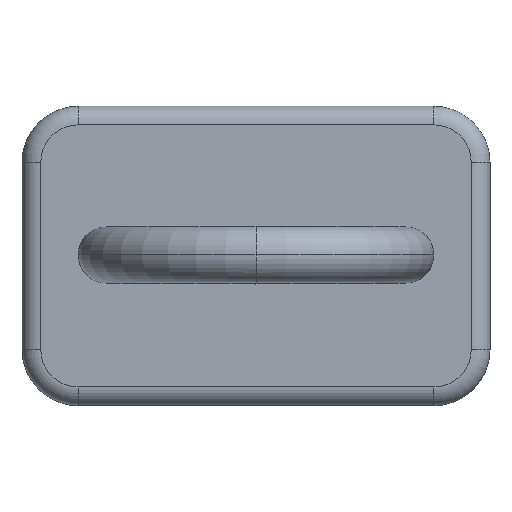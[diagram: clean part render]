
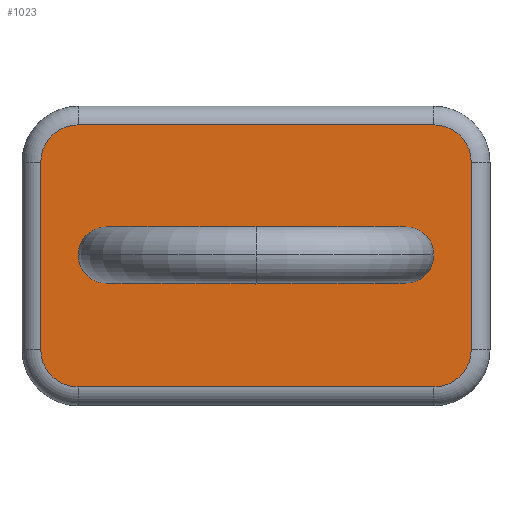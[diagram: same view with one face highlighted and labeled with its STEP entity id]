
A CAD part, top view. The second image highlights one B-rep face of the part: STEP entity #1023.
In plain terms, the highlighted planar face has unit normal (0, 0, 1).
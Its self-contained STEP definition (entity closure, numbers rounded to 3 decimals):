
#6 = DIRECTION ( 'NONE',  ( 1., 0., 0. ) ) ;
#31 = ORIENTED_EDGE ( 'NONE', *, *, #400, .T. ) ;
#34 = DIRECTION ( 'NONE',  ( 1., 0., 0. ) ) ;
#51 = DIRECTION ( 'NONE',  ( 0., 1., 0. ) ) ;
#53 = PLANE ( 'NONE',  #1096 ) ;
#55 = DIRECTION ( 'NONE',  ( 0., 0., 1. ) ) ;
#60 = AXIS2_PLACEMENT_3D ( 'NONE', #817, #908, #783 ) ;
#71 = EDGE_CURVE ( 'NONE', #131, #289, #261, .T. ) ;
#82 = EDGE_CURVE ( 'NONE', #1086, #892, #253, .T. ) ;
#84 = CARTESIAN_POINT ( 'NONE',  ( 115., 50., 30. ) ) ;
#85 = ORIENTED_EDGE ( 'NONE', *, *, #179, .F. ) ;
#107 = ORIENTED_EDGE ( 'NONE', *, *, #878, .T. ) ;
#131 = VERTEX_POINT ( 'NONE', #1051 ) ;
#152 = DIRECTION ( 'NONE',  ( 1., 0., 0. ) ) ;
#179 = EDGE_CURVE ( 'NONE', #683, #380, #912, .T. ) ;
#222 = ORIENTED_EDGE ( 'NONE', *, *, #1309, .T. ) ;
#252 = CARTESIAN_POINT ( 'NONE',  ( -95., 70., 30. ) ) ;
#253 = LINE ( 'NONE', #490, #381 ) ;
#256 = DIRECTION ( 'NONE',  ( 0., 0., 1. ) ) ;
#259 = CIRCLE ( 'NONE', #60, 15. ) ;
#261 = LINE ( 'NONE', #1168, #1238 ) ;
#286 = CARTESIAN_POINT ( 'NONE',  ( -95., 50., 30. ) ) ;
#287 = CARTESIAN_POINT ( 'NONE',  ( 115., 50., 30. ) ) ;
#289 = VERTEX_POINT ( 'NONE', #1107 ) ;
#313 = AXIS2_PLACEMENT_3D ( 'NONE', #286, #55, #1433 ) ;
#321 = EDGE_LOOP ( 'NONE', ( #959, #524, #748, #107, #31, #1452, #222, #978 ) ) ;
#325 = AXIS2_PLACEMENT_3D ( 'NONE', #444, #256, #6 ) ;
#347 = VERTEX_POINT ( 'NONE', #252 ) ;
#380 = VERTEX_POINT ( 'NONE', #1071 ) ;
#381 = VECTOR ( 'NONE', #844, 1000. ) ;
#400 = EDGE_CURVE ( 'NONE', #1468, #1377, #962, .T. ) ;
#444 = CARTESIAN_POINT ( 'NONE',  ( 95., -50., 30. ) ) ;
#457 = CARTESIAN_POINT ( 'NONE',  ( 0., 0., 30. ) ) ;
#482 = EDGE_CURVE ( 'NONE', #380, #683, #259, .T. ) ;
#485 = CARTESIAN_POINT ( 'NONE',  ( -115., 50., 30. ) ) ;
#490 = CARTESIAN_POINT ( 'NONE',  ( -115., -50., 30. ) ) ;
#494 = DIRECTION ( 'NONE',  ( 0., 0., 1. ) ) ;
#524 = ORIENTED_EDGE ( 'NONE', *, *, #665, .T. ) ;
#610 = CARTESIAN_POINT ( 'NONE',  ( -95., -50., 30. ) ) ;
#630 = EDGE_CURVE ( 'NONE', #1377, #1396, #717, .T. ) ;
#665 = EDGE_CURVE ( 'NONE', #892, #131, #933, .T. ) ;
#683 = VERTEX_POINT ( 'NONE', #1068 ) ;
#717 = CIRCLE ( 'NONE', #1306, 20. ) ;
#728 = VECTOR ( 'NONE', #989, 1000. ) ;
#736 = FACE_BOUND ( 'NONE', #1237, .T. ) ;
#742 = CARTESIAN_POINT ( 'NONE',  ( 0., 0., 30. ) ) ;
#748 = ORIENTED_EDGE ( 'NONE', *, *, #71, .T. ) ;
#779 = CIRCLE ( 'NONE', #313, 20. ) ;
#783 = DIRECTION ( 'NONE',  ( 1., 0., 0. ) ) ;
#817 = CARTESIAN_POINT ( 'NONE',  ( 0., 0., 30. ) ) ;
#839 = DIRECTION ( 'NONE',  ( 0., 0., 1. ) ) ;
#844 = DIRECTION ( 'NONE',  ( 0., -1., 0. ) ) ;
#855 = FACE_OUTER_BOUND ( 'NONE', #321, .T. ) ;
#878 = EDGE_CURVE ( 'NONE', #289, #1468, #1184, .T. ) ;
#892 = VERTEX_POINT ( 'NONE', #1125 ) ;
#908 = DIRECTION ( 'NONE',  ( 0., 0., 1. ) ) ;
#912 = CIRCLE ( 'NONE', #1266, 15. ) ;
#922 = DIRECTION ( 'NONE',  ( 0., 0., 1. ) ) ;
#933 = CIRCLE ( 'NONE', #1286, 20. ) ;
#959 = ORIENTED_EDGE ( 'NONE', *, *, #82, .T. ) ;
#962 = LINE ( 'NONE', #287, #1294 ) ;
#978 = ORIENTED_EDGE ( 'NONE', *, *, #1460, .T. ) ;
#989 = DIRECTION ( 'NONE',  ( -1., 0., 0. ) ) ;
#994 = CARTESIAN_POINT ( 'NONE',  ( 95., 70., 30. ) ) ;
#1023 = ADVANCED_FACE ( 'NONE', ( #855, #736 ), #53, .T. ) ;
#1051 = CARTESIAN_POINT ( 'NONE',  ( -95., -70., 30. ) ) ;
#1068 = CARTESIAN_POINT ( 'NONE',  ( 15., 0., 30. ) ) ;
#1071 = CARTESIAN_POINT ( 'NONE',  ( -15., 0., 30. ) ) ;
#1081 = CARTESIAN_POINT ( 'NONE',  ( 95., 50., 30. ) ) ;
#1082 = CARTESIAN_POINT ( 'NONE',  ( 115., -50., 30. ) ) ;
#1085 = CARTESIAN_POINT ( 'NONE',  ( -95., 70., 30. ) ) ;
#1086 = VERTEX_POINT ( 'NONE', #485 ) ;
#1096 = AXIS2_PLACEMENT_3D ( 'NONE', #742, #839, #1188 ) ;
#1107 = CARTESIAN_POINT ( 'NONE',  ( 95., -70., 30. ) ) ;
#1125 = CARTESIAN_POINT ( 'NONE',  ( -115., -50., 30. ) ) ;
#1147 = DIRECTION ( 'NONE',  ( 1., 0., 0. ) ) ;
#1168 = CARTESIAN_POINT ( 'NONE',  ( 95., -70., 30. ) ) ;
#1184 = CIRCLE ( 'NONE', #325, 20. ) ;
#1188 = DIRECTION ( 'NONE',  ( 1., 0., 0. ) ) ;
#1237 = EDGE_LOOP ( 'NONE', ( #1363, #85 ) ) ;
#1238 = VECTOR ( 'NONE', #1147, 1000. ) ;
#1266 = AXIS2_PLACEMENT_3D ( 'NONE', #457, #922, #1283 ) ;
#1283 = DIRECTION ( 'NONE',  ( 1., 0., 0. ) ) ;
#1286 = AXIS2_PLACEMENT_3D ( 'NONE', #610, #1301, #34 ) ;
#1294 = VECTOR ( 'NONE', #51, 1000. ) ;
#1301 = DIRECTION ( 'NONE',  ( 0., 0., 1. ) ) ;
#1306 = AXIS2_PLACEMENT_3D ( 'NONE', #1081, #494, #152 ) ;
#1309 = EDGE_CURVE ( 'NONE', #1396, #347, #1333, .T. ) ;
#1333 = LINE ( 'NONE', #1085, #728 ) ;
#1363 = ORIENTED_EDGE ( 'NONE', *, *, #482, .F. ) ;
#1377 = VERTEX_POINT ( 'NONE', #84 ) ;
#1396 = VERTEX_POINT ( 'NONE', #994 ) ;
#1433 = DIRECTION ( 'NONE',  ( 1., 0., 0. ) ) ;
#1452 = ORIENTED_EDGE ( 'NONE', *, *, #630, .T. ) ;
#1460 = EDGE_CURVE ( 'NONE', #347, #1086, #779, .T. ) ;
#1468 = VERTEX_POINT ( 'NONE', #1082 ) ;
